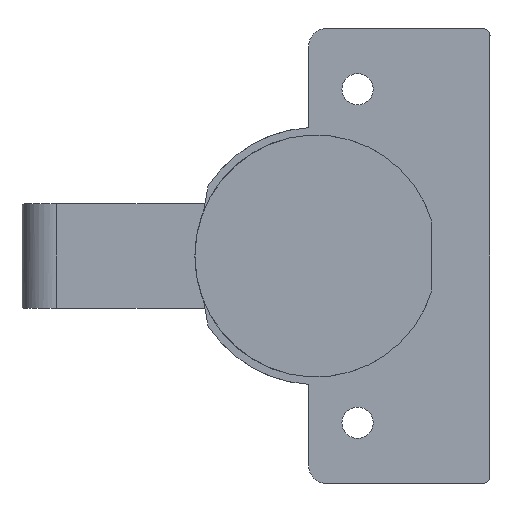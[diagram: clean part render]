
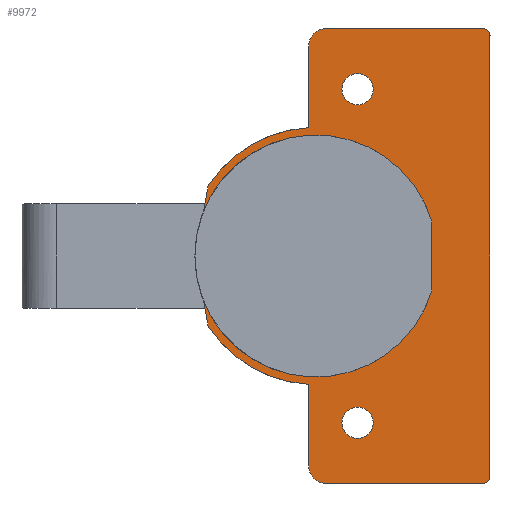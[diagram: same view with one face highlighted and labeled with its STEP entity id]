
A CAD part, front view. The second image highlights one B-rep face of the part: STEP entity #9972.
In plain terms, the highlighted planar face has unit normal (0, -1, 0).
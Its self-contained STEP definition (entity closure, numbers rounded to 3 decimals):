
#1197=DIRECTION('',(0.174,0.,0.985));
#1198=VECTOR('',#1197,3.643);
#1199=CARTESIAN_POINT('',(6.142,0.,6.5));
#1200=LINE('',#1199,#1198);
#1204=CARTESIAN_POINT('',(22.282,0.,0.));
#1205=DIRECTION('',(0.,1.,0.));
#1206=DIRECTION('',(-0.838,0.,0.545));
#1207=AXIS2_PLACEMENT_3D('',#1204,#1205,#1206);
#1212=DIRECTION('',(0.,0.,1.));
#1213=VECTOR('',#1212,11.73);
#1214=CARTESIAN_POINT('',(21.232,0.,
18.47));
#1215=LINE('',#1214,#1213);
#1219=CARTESIAN_POINT('',(46.332,0.,31.7));
#1220=DIRECTION('',(0.,1.,0.));
#1221=DIRECTION('',(0.,0.,1.));
#1222=AXIS2_PLACEMENT_3D('',#1219,#1220,#1221);
#1227=CARTESIAN_POINT('',(46.332,0.,-31.7));
#1228=DIRECTION('',(0.,1.,0.));
#1229=DIRECTION('',(1.,0.,0.));
#1230=AXIS2_PLACEMENT_3D('',#1227,#1228,#1229);
#1235=DIRECTION('',(0.,0.,1.));
#1236=VECTOR('',#1235,11.73);
#1237=CARTESIAN_POINT('',(21.232,0.,
-30.2));
#1238=LINE('',#1237,#1236);
#1242=CARTESIAN_POINT('',(22.282,0.,0.));
#1243=DIRECTION('',(0.,1.,0.));
#1244=DIRECTION('',(-0.057,0.,-0.998));
#1245=AXIS2_PLACEMENT_3D('',#1242,#1243,#1244);
#1250=DIRECTION('',(-0.174,0.,0.985));
#1251=VECTOR('',#1250,3.643);
#1252=CARTESIAN_POINT('',(6.774,0.,-10.088));
#1253=LINE('',#1252,#1251);
#1257=CARTESIAN_POINT('',(22.282,0.,0.));
#1258=DIRECTION('',(0.,-1.,0.));
#1259=DIRECTION('',(-0.928,0.,-0.374));
#1260=AXIS2_PLACEMENT_3D('',#1257,#1258,#1259);
#1265=DIRECTION('',(0.,0.,1.));
#1266=VECTOR('',#1265,9.771);
#1267=CARTESIAN_POINT('',(38.982,0.,-4.886));
#1268=LINE('',#1267,#1266);
#1272=CARTESIAN_POINT('',(22.282,0.,0.));
#1273=DIRECTION('',(0.,-1.,0.));
#1274=DIRECTION('',(0.96,0.,0.281));
#1275=AXIS2_PLACEMENT_3D('',#1272,#1273,#1274);
#1280=CARTESIAN_POINT('',(28.282,0.,-24.));
#1281=DIRECTION('',(0.,-1.,0.));
#1282=DIRECTION('',(0.,0.,1.));
#1283=AXIS2_PLACEMENT_3D('',#1280,#1281,#1282);
#1288=CARTESIAN_POINT('',(28.282,0.,-24.));
#1289=DIRECTION('',(0.,-1.,0.));
#1290=DIRECTION('',(0.,0.,-1.));
#1291=AXIS2_PLACEMENT_3D('',#1288,#1289,#1290);
#1296=CARTESIAN_POINT('',(28.282,0.,24.));
#1297=DIRECTION('',(0.,-1.,0.));
#1298=DIRECTION('',(0.,0.,-1.));
#1299=AXIS2_PLACEMENT_3D('',#1296,#1297,#1298);
#1304=CARTESIAN_POINT('',(28.282,0.,24.));
#1305=DIRECTION('',(0.,-1.,0.));
#1306=DIRECTION('',(0.,0.,1.));
#1307=AXIS2_PLACEMENT_3D('',#1304,#1305,#1306);
#2925=DIRECTION('',(1.,0.,0.));
#2926=VECTOR('',#2925,22.59);
#2927=CARTESIAN_POINT('',(23.742,0.,-32.7));
#2928=LINE('',#2927,#2926);
#3189=CARTESIAN_POINT('',(21.232,0.,-30.2));
#3190=CARTESIAN_POINT('',(21.232,0.,-30.617));
#3191=CARTESIAN_POINT('',(21.414,0.,-31.27));
#3192=CARTESIAN_POINT('',(21.931,0.,-32.006));
#3193=CARTESIAN_POINT('',(22.67,0.,-32.52));
#3194=CARTESIAN_POINT('',(23.324,0.,-32.7));
#3195=CARTESIAN_POINT('',(23.742,0.,-32.7));
#3220=DIRECTION('',(0.,0.,1.));
#3221=VECTOR('',#3220,63.4);
#3222=CARTESIAN_POINT('',(47.332,0.,-31.7));
#3223=LINE('',#3222,#3221);
#3297=DIRECTION('',(-1.,0.,0.));
#3298=VECTOR('',#3297,22.59);
#3299=CARTESIAN_POINT('',(46.332,0.,32.7));
#3300=LINE('',#3299,#3298);
#3438=CARTESIAN_POINT('',(23.742,0.,32.7));
#3439=CARTESIAN_POINT('',(23.324,0.,32.7));
#3440=CARTESIAN_POINT('',(22.67,0.,32.52));
#3441=CARTESIAN_POINT('',(21.931,0.,32.006));
#3442=CARTESIAN_POINT('',(21.414,0.,31.27));
#3443=CARTESIAN_POINT('',(21.232,0.,30.617));
#3444=CARTESIAN_POINT('',(21.232,0.,30.2));
#8239=CARTESIAN_POINT('',(6.142,0.,6.5));
#8240=VERTEX_POINT('',#8239);
#8387=CARTESIAN_POINT('',(21.232,0.,-18.47));
#8388=CARTESIAN_POINT('',(6.774,0.,-10.088));
#8389=VERTEX_POINT('',#8387);
#8390=VERTEX_POINT('',#8388);
#8391=CARTESIAN_POINT('',(6.774,0.,10.088));
#8392=VERTEX_POINT('',#8391);
#8393=CARTESIAN_POINT('',(21.232,0.,18.47));
#8394=VERTEX_POINT('',#8393);
#8395=CARTESIAN_POINT('',(21.232,0.,
30.2));
#8396=VERTEX_POINT('',#8395);
#8397=VERTEX_POINT('',#3438);
#8398=CARTESIAN_POINT('',(46.332,0.,32.7));
#8399=VERTEX_POINT('',#8398);
#8400=CARTESIAN_POINT('',(47.332,0.,31.7));
#8401=VERTEX_POINT('',#8400);
#8402=CARTESIAN_POINT('',(47.332,0.,-31.7));
#8403=VERTEX_POINT('',#8402);
#8404=CARTESIAN_POINT('',(46.332,0.,-32.7));
#8405=VERTEX_POINT('',#8404);
#8406=CARTESIAN_POINT('',(23.742,0.,-32.7));
#8407=VERTEX_POINT('',#8406);
#8408=VERTEX_POINT('',#3189);
#8409=CARTESIAN_POINT('',(6.142,0.,-6.5));
#8410=VERTEX_POINT('',#8409);
#8411=CARTESIAN_POINT('',(38.982,0.,-4.886));
#8412=VERTEX_POINT('',#8411);
#8413=CARTESIAN_POINT('',(38.982,0.,4.886));
#8414=VERTEX_POINT('',#8413);
#9257=CARTESIAN_POINT('',(28.282,0.,-21.75));
#9258=CARTESIAN_POINT('',(28.282,0.,-26.25));
#9259=VERTEX_POINT('',#9257);
#9260=VERTEX_POINT('',#9258);
#9277=CARTESIAN_POINT('',(28.282,0.,21.75));
#9278=CARTESIAN_POINT('',(28.282,0.,26.25));
#9279=VERTEX_POINT('',#9277);
#9280=VERTEX_POINT('',#9278);
#9922=CARTESIAN_POINT('',(22.282,0.,0.));
#9923=DIRECTION('',(0.,1.,0.));
#9924=DIRECTION('',(0.,0.,1.));
#9925=AXIS2_PLACEMENT_3D('',#9922,#9923,#9924);
#9926=PLANE('',#9925);
#9928=ORIENTED_EDGE('',*,*,#9927,.T.);
#9930=ORIENTED_EDGE('',*,*,#9929,.T.);
#9932=ORIENTED_EDGE('',*,*,#9931,.T.);
#9934=ORIENTED_EDGE('',*,*,#9933,.F.);
#9936=ORIENTED_EDGE('',*,*,#9935,.F.);
#9938=ORIENTED_EDGE('',*,*,#9937,.T.);
#9940=ORIENTED_EDGE('',*,*,#9939,.F.);
#9942=ORIENTED_EDGE('',*,*,#9941,.T.);
#9944=ORIENTED_EDGE('',*,*,#9943,.F.);
#9946=ORIENTED_EDGE('',*,*,#9945,.F.);
#9948=ORIENTED_EDGE('',*,*,#9947,.T.);
#9949=ORIENTED_EDGE('',*,*,#9912,.T.);
#9951=ORIENTED_EDGE('',*,*,#9950,.T.);
#9953=ORIENTED_EDGE('',*,*,#9952,.T.);
#9955=ORIENTED_EDGE('',*,*,#9954,.T.);
#9957=ORIENTED_EDGE('',*,*,#9956,.T.);
#9958=EDGE_LOOP('',(#9928,#9930,#9932,#9934,#9936,#9938,#9940,#9942,#9944,#9946,
#9948,#9949,#9951,#9953,#9955,#9957));
#9959=FACE_OUTER_BOUND('',#9958,.F.);
#9961=ORIENTED_EDGE('',*,*,#9960,.T.);
#9963=ORIENTED_EDGE('',*,*,#9962,.T.);
#9964=EDGE_LOOP('',(#9961,#9963));
#9965=FACE_BOUND('',#9964,.F.);
#9967=ORIENTED_EDGE('',*,*,#9966,.T.);
#9969=ORIENTED_EDGE('',*,*,#9968,.T.);
#9970=EDGE_LOOP('',(#9967,#9969));
#9971=FACE_BOUND('',#9970,.F.);
#1208=CIRCLE('',#1207,18.5);
#1223=CIRCLE('',#1222,1.);
#1231=CIRCLE('',#1230,1.);
#1246=CIRCLE('',#1245,18.5);
#1261=CIRCLE('',#1260,17.4);
#1276=CIRCLE('',#1275,17.4);
#1284=CIRCLE('',#1283,2.25);
#1292=CIRCLE('',#1291,2.25);
#1300=CIRCLE('',#1299,2.25);
#1308=CIRCLE('',#1307,2.25);
#3196=B_SPLINE_CURVE_WITH_KNOTS('',3,(#3189,#3190,#3191,#3192,#3193,#3194,
#3195),.UNSPECIFIED.,.F.,.F.,(4,1,1,1,4),(0.,0.25,0.5,0.75,1.),
.UNSPECIFIED.);
#3445=B_SPLINE_CURVE_WITH_KNOTS('',3,(#3438,#3439,#3440,#3441,#3442,#3443,
#3444),.UNSPECIFIED.,.F.,.F.,(4,1,1,1,4),(0.,0.25,0.5,0.75,1.),
.UNSPECIFIED.);
#9912=EDGE_CURVE('',#8389,#8390,#1246,.T.);
#9927=EDGE_CURVE('',#8240,#8392,#1200,.T.);
#9929=EDGE_CURVE('',#8392,#8394,#1208,.T.);
#9931=EDGE_CURVE('',#8394,#8396,#1215,.T.);
#9933=EDGE_CURVE('',#8397,#8396,#3445,.T.);
#9935=EDGE_CURVE('',#8399,#8397,#3300,.T.);
#9937=EDGE_CURVE('',#8399,#8401,#1223,.T.);
#9939=EDGE_CURVE('',#8403,#8401,#3223,.T.);
#9941=EDGE_CURVE('',#8403,#8405,#1231,.T.);
#9943=EDGE_CURVE('',#8407,#8405,#2928,.T.);
#9945=EDGE_CURVE('',#8408,#8407,#3196,.T.);
#9947=EDGE_CURVE('',#8408,#8389,#1238,.T.);
#9950=EDGE_CURVE('',#8390,#8410,#1253,.T.);
#9952=EDGE_CURVE('',#8410,#8412,#1261,.T.);
#9954=EDGE_CURVE('',#8412,#8414,#1268,.T.);
#9956=EDGE_CURVE('',#8414,#8240,#1276,.T.);
#9960=EDGE_CURVE('',#9259,#9260,#1284,.T.);
#9962=EDGE_CURVE('',#9260,#9259,#1292,.T.);
#9966=EDGE_CURVE('',#9279,#9280,#1300,.T.);
#9968=EDGE_CURVE('',#9280,#9279,#1308,.T.);
#9972=ADVANCED_FACE('',(#9959,#9965,#9971),#9926,.F.);
